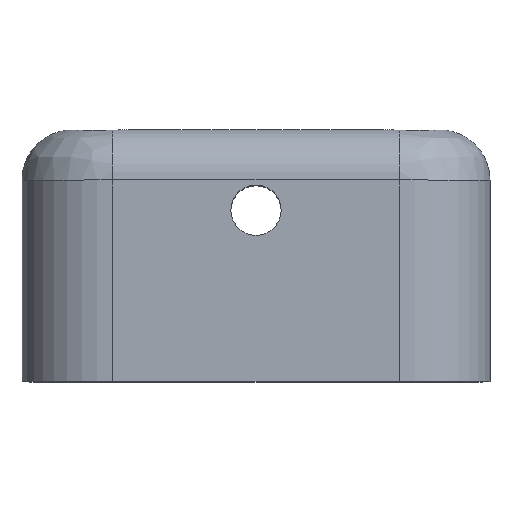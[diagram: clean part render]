
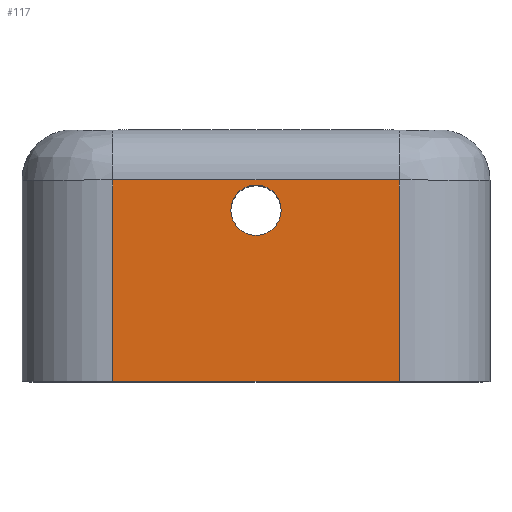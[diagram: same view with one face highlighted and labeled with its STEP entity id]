
A CAD part, top view. The second image highlights one B-rep face of the part: STEP entity #117.
In plain terms, the highlighted planar face has unit normal (0, 0, 1).
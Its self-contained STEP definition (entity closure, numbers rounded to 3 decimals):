
#117 = ADVANCED_FACE( 'NONE', ( #281, #282 ), #283, .T. );
#281 = FACE_BOUND( '', #512, .T. );
#282 = FACE_OUTER_BOUND( '', #513, .T. );
#283 = PLANE( '', #514 );
#512 = EDGE_LOOP( '', ( #881 ) );
#513 = EDGE_LOOP( '', ( #882, #883, #884, #885 ) );
#514 = AXIS2_PLACEMENT_3D( '', #886, #887, #888 );
#881 = ORIENTED_EDGE( '', *, *, #1304, .F. );
#882 = ORIENTED_EDGE( '', *, *, #1295, .T. );
#883 = ORIENTED_EDGE( '', *, *, #1379, .F. );
#884 = ORIENTED_EDGE( '', *, *, #1380, .F. );
#885 = ORIENTED_EDGE( '', *, *, #1381, .T. );
#886 = CARTESIAN_POINT( '', ( -2.85, 0., 4.65 ) );
#887 = DIRECTION( '', ( 0., 0., 1. ) );
#888 = DIRECTION( '', ( 1., 0., 0. ) );
#1295 = EDGE_CURVE( 'NONE', #1525, #1526, #1527, .T. );
#1304 = EDGE_CURVE( '', #1542, #1542, #1543, .T. );
#1379 = EDGE_CURVE( 'NONE', #1595, #1526, #1669, .T. );
#1380 = EDGE_CURVE( 'NONE', #1670, #1595, #1671, .T. );
#1381 = EDGE_CURVE( 'NONE', #1670, #1525, #1672, .T. );
#1525 = VERTEX_POINT( 'NONE', #1847 );
#1526 = VERTEX_POINT( 'NONE', #1848 );
#1527 = LINE( '', #1849, #1850 );
#1542 = VERTEX_POINT( '', #1868 );
#1543 = CIRCLE( '', #1869, 0.5 );
#1595 = VERTEX_POINT( 'NONE', #1930 );
#1669 = LINE( '', #2037, #2038 );
#1670 = VERTEX_POINT( 'NONE', #2039 );
#1671 = LINE( '', #2040, #2041 );
#1672 = LINE( '', #2042, #2043 );
#1847 = CARTESIAN_POINT( '', ( -2.85, -5., 4.65 ) );
#1848 = CARTESIAN_POINT( '', ( 2.85, -5., 4.65 ) );
#1849 = CARTESIAN_POINT( '', ( -2.85, -5., 4.65 ) );
#1850 = VECTOR( '', #2256, 1000. );
#1868 = CARTESIAN_POINT( '', ( 0.5, -1.6, 4.65 ) );
#1869 = AXIS2_PLACEMENT_3D( '', #2272, #2273, #2274 );
#1930 = CARTESIAN_POINT( '', ( 2.85, -1., 4.65 ) );
#2037 = CARTESIAN_POINT( '', ( 2.85, 0., 4.65 ) );
#2038 = VECTOR( '', #2386, 1000. );
#2039 = CARTESIAN_POINT( '', ( -2.85, -1., 4.65 ) );
#2040 = CARTESIAN_POINT( '', ( -2.85, -1., 4.65 ) );
#2041 = VECTOR( '', #2387, 1000. );
#2042 = CARTESIAN_POINT( '', ( -2.85, 0., 4.65 ) );
#2043 = VECTOR( '', #2388, 1000. );
#2256 = DIRECTION( '', ( 1., 0., 0. ) );
#2272 = CARTESIAN_POINT( '', ( 0., -1.6, 4.65 ) );
#2273 = DIRECTION( '', ( 0., 0., 1. ) );
#2274 = DIRECTION( '', ( 1., 0., 0. ) );
#2386 = DIRECTION( '', ( 0., -1., 0. ) );
#2387 = DIRECTION( '', ( 1., 0., 0. ) );
#2388 = DIRECTION( '', ( 0., -1., 0. ) );
